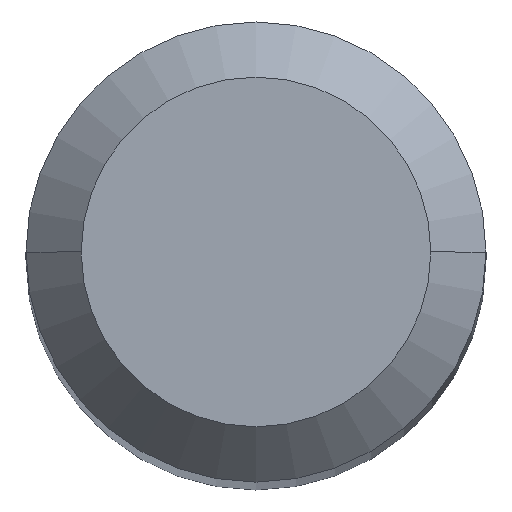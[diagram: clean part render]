
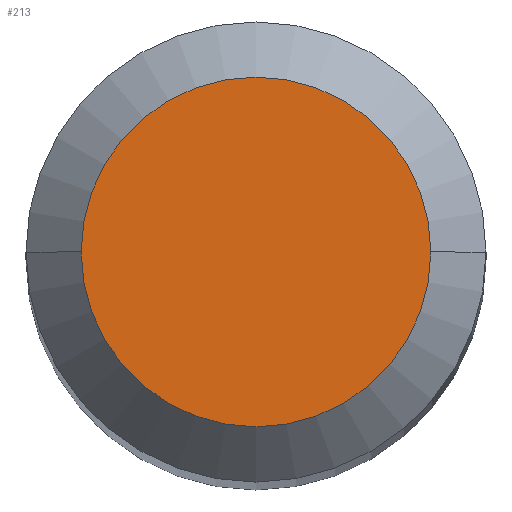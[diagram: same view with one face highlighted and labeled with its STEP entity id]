
A CAD part, top view. The second image highlights one B-rep face of the part: STEP entity #213.
In plain terms, the highlighted planar face has unit normal (0, 0, 1).
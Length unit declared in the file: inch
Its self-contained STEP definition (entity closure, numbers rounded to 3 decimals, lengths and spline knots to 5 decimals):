
#25 = ORIENTED_EDGE ( 'NONE', *, *, #287, .T. ) ;
#37 = VERTEX_POINT ( 'NONE', #391 ) ;
#53 = DIRECTION ( 'NONE',  ( 1., 0., 0. ) ) ;
#67 = DIRECTION ( 'NONE',  ( 0., 0., 1. ) ) ;
#78 = CIRCLE ( 'NONE', #198, 0.0475 ) ;
#80 = VERTEX_POINT ( 'NONE', #138 ) ;
#114 = PLANE ( 'NONE',  #261 ) ;
#138 = CARTESIAN_POINT ( 'NONE',  ( -0.0475, 0., 0. ) ) ;
#147 = FACE_OUTER_BOUND ( 'NONE', #155, .T. ) ;
#149 = DIRECTION ( 'NONE',  ( 0., 0., 1. ) ) ;
#155 = EDGE_LOOP ( 'NONE', ( #25, #372 ) ) ;
#163 = AXIS2_PLACEMENT_3D ( 'NONE', #283, #149, #53 ) ;
#198 = AXIS2_PLACEMENT_3D ( 'NONE', #540, #67, #285 ) ;
#200 = DIRECTION ( 'NONE',  ( 0., 0., -1. ) ) ;
#213 = ADVANCED_FACE ( 'NONE', ( #147 ), #114, .F. ) ;
#261 = AXIS2_PLACEMENT_3D ( 'NONE', #456, #200, #459 ) ;
#268 = EDGE_CURVE ( 'NONE', #37, #80, #365, .T. ) ;
#283 = CARTESIAN_POINT ( 'NONE',  ( 0., 0., 0. ) ) ;
#285 = DIRECTION ( 'NONE',  ( 1., 0., 0. ) ) ;
#287 = EDGE_CURVE ( 'NONE', #80, #37, #78, .T. ) ;
#365 = CIRCLE ( 'NONE', #163, 0.0475 ) ;
#372 = ORIENTED_EDGE ( 'NONE', *, *, #268, .T. ) ;
#391 = CARTESIAN_POINT ( 'NONE',  ( 0.0475, 0., 0. ) ) ;
#456 = CARTESIAN_POINT ( 'NONE',  ( 0., 0.0475, 0. ) ) ;
#459 = DIRECTION ( 'NONE',  ( -1., 0., 0. ) ) ;
#540 = CARTESIAN_POINT ( 'NONE',  ( 0., 0., 0. ) ) ;
